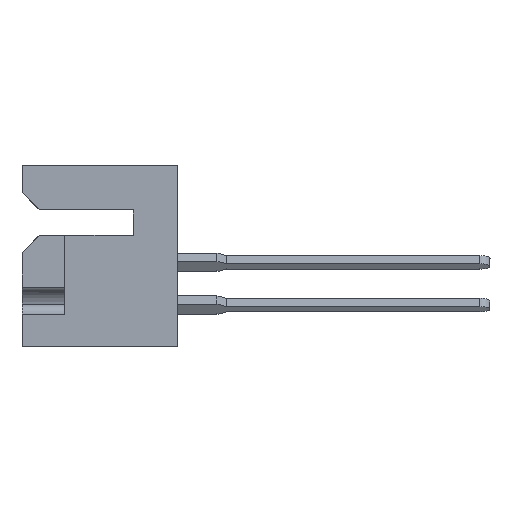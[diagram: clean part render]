
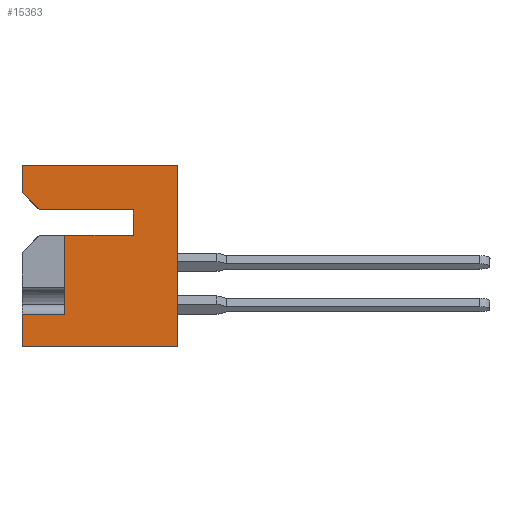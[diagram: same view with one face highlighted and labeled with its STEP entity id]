
A CAD part, left-side view. The second image highlights one B-rep face of the part: STEP entity #15363.
In plain terms, the highlighted planar face has unit normal (-1, 0, 0).
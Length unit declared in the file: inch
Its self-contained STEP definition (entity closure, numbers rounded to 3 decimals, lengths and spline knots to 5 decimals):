
#122 = EDGE_CURVE ( 'NONE', #8719, #9665, #2938, .T. ) ;
#495 = PLANE ( 'NONE',  #18711 ) ;
#939 = LINE ( 'NONE', #8908, #6505 ) ;
#1005 = DIRECTION ( 'NONE',  ( 0., 1., 0. ) ) ;
#1097 = LINE ( 'NONE', #11979, #2073 ) ;
#1179 = CARTESIAN_POINT ( 'NONE',  ( 0., 0.453, -0.437 ) ) ;
#1225 = VERTEX_POINT ( 'NONE', #14792 ) ;
#1444 = EDGE_CURVE ( 'NONE', #12293, #4706, #7109, .T. ) ;
#1629 = EDGE_CURVE ( 'NONE', #9632, #15349, #939, .T. ) ;
#1739 = CARTESIAN_POINT ( 'NONE',  ( 0., 0.453, -0.081 ) ) ;
#2073 = VECTOR ( 'NONE', #8861, 39.37008 ) ;
#2744 = EDGE_CURVE ( 'NONE', #8719, #13762, #16759, .T. ) ;
#2938 = LINE ( 'NONE', #12159, #18879 ) ;
#3457 = VERTEX_POINT ( 'NONE', #1739 ) ;
#3627 = LINE ( 'NONE', #13947, #11602 ) ;
#3980 = ORIENTED_EDGE ( 'NONE', *, *, #122, .F. ) ;
#4045 = ORIENTED_EDGE ( 'NONE', *, *, #8865, .T. ) ;
#4706 = VERTEX_POINT ( 'NONE', #18867 ) ;
#5166 = CARTESIAN_POINT ( 'NONE',  ( 0., 0.128, -0.205 ) ) ;
#5479 = VECTOR ( 'NONE', #1005, 39.37008 ) ;
#6267 = VERTEX_POINT ( 'NONE', #5166 ) ;
#6505 = VECTOR ( 'NONE', #10338, 39.37008 ) ;
#7066 = ORIENTED_EDGE ( 'NONE', *, *, #15447, .T. ) ;
#7109 = LINE ( 'NONE', #16059, #13386 ) ;
#7503 = CARTESIAN_POINT ( 'NONE',  ( 0., 0.128, -0.131 ) ) ;
#8046 = DIRECTION ( 'NONE',  ( 0., 0., -1. ) ) ;
#8486 = ORIENTED_EDGE ( 'NONE', *, *, #13127, .F. ) ;
#8719 = VERTEX_POINT ( 'NONE', #14458 ) ;
#8766 = ORIENTED_EDGE ( 'NONE', *, *, #1444, .T. ) ;
#8861 = DIRECTION ( 'NONE',  ( 0., 0., 1. ) ) ;
#8865 = EDGE_CURVE ( 'NONE', #6267, #9665, #19958, .T. ) ;
#8908 = CARTESIAN_POINT ( 'NONE',  ( 0., 0.128, -0.131 ) ) ;
#9304 = VECTOR ( 'NONE', #15228, 39.37008 ) ;
#9632 = VERTEX_POINT ( 'NONE', #7503 ) ;
#9665 = VERTEX_POINT ( 'NONE', #16533 ) ;
#9710 = EDGE_CURVE ( 'NONE', #12293, #13762, #14868, .T. ) ;
#9754 = CARTESIAN_POINT ( 'NONE',  ( 0., 0.403, -0.131 ) ) ;
#10016 = LINE ( 'NONE', #16792, #11953 ) ;
#10314 = ORIENTED_EDGE ( 'NONE', *, *, #2744, .T. ) ;
#10338 = DIRECTION ( 'NONE',  ( 0., 1., 0. ) ) ;
#10604 = CARTESIAN_POINT ( 'NONE',  ( 0., 0., 0. ) ) ;
#10886 = LINE ( 'NONE', #12601, #13054 ) ;
#11253 = EDGE_LOOP ( 'NONE', ( #10314, #18341, #8766, #7066, #8486, #15521, #16755, #11599, #11807, #4045, #3980 ) ) ;
#11291 = CARTESIAN_POINT ( 'NONE',  ( 0., 0.453, 0. ) ) ;
#11599 = ORIENTED_EDGE ( 'NONE', *, *, #1629, .F. ) ;
#11602 = VECTOR ( 'NONE', #16947, 39.37008 ) ;
#11645 = DIRECTION ( 'NONE',  ( 0., -1., 0. ) ) ;
#11682 = CARTESIAN_POINT ( 'NONE',  ( 0., 0.128, -0.205 ) ) ;
#11807 = ORIENTED_EDGE ( 'NONE', *, *, #16061, .F. ) ;
#11953 = VECTOR ( 'NONE', #19660, 39.37008 ) ;
#11979 = CARTESIAN_POINT ( 'NONE',  ( 0., 0.453, 0. ) ) ;
#12096 = DIRECTION ( 'NONE',  ( 0., 1., 0. ) ) ;
#12159 = CARTESIAN_POINT ( 'NONE',  ( 0., 0.328, -0.205 ) ) ;
#12293 = VERTEX_POINT ( 'NONE', #17301 ) ;
#12294 = CARTESIAN_POINT ( 'NONE',  ( 0., 0.328, -0.437 ) ) ;
#12601 = CARTESIAN_POINT ( 'NONE',  ( 0., 0., 0. ) ) ;
#12645 = VECTOR ( 'NONE', #12096, 39.37008 ) ;
#13054 = VECTOR ( 'NONE', #13074, 39.37008 ) ;
#13074 = DIRECTION ( 'NONE',  ( 0., 0., 1. ) ) ;
#13127 = EDGE_CURVE ( 'NONE', #1225, #14462, #10016, .T. ) ;
#13386 = VECTOR ( 'NONE', #11645, 39.37008 ) ;
#13688 = CARTESIAN_POINT ( 'NONE',  ( 0., 0.403, -0.131 ) ) ;
#13762 = VERTEX_POINT ( 'NONE', #1179 ) ;
#13881 = EDGE_CURVE ( 'NONE', #3457, #15349, #14090, .T. ) ;
#13947 = CARTESIAN_POINT ( 'NONE',  ( 0., 0.128, -0.131 ) ) ;
#14090 = LINE ( 'NONE', #13688, #17964 ) ;
#14458 = CARTESIAN_POINT ( 'NONE',  ( 0., 0.328, -0.437 ) ) ;
#14462 = VERTEX_POINT ( 'NONE', #10604 ) ;
#14792 = CARTESIAN_POINT ( 'NONE',  ( 0., 0.453, 0. ) ) ;
#14868 = LINE ( 'NONE', #17247, #9304 ) ;
#15228 = DIRECTION ( 'NONE',  ( 0., 0., 1. ) ) ;
#15349 = VERTEX_POINT ( 'NONE', #9754 ) ;
#15363 = ADVANCED_FACE ( 'NONE', ( #15457 ), #495, .F. ) ;
#15447 = EDGE_CURVE ( 'NONE', #4706, #14462, #10886, .T. ) ;
#15457 = FACE_OUTER_BOUND ( 'NONE', #11253, .T. ) ;
#15521 = ORIENTED_EDGE ( 'NONE', *, *, #18842, .F. ) ;
#16059 = CARTESIAN_POINT ( 'NONE',  ( 0., 0.453, -0.531 ) ) ;
#16061 = EDGE_CURVE ( 'NONE', #6267, #9632, #3627, .T. ) ;
#16533 = CARTESIAN_POINT ( 'NONE',  ( 0., 0.328, -0.205 ) ) ;
#16755 = ORIENTED_EDGE ( 'NONE', *, *, #13881, .T. ) ;
#16759 = LINE ( 'NONE', #12294, #12645 ) ;
#16792 = CARTESIAN_POINT ( 'NONE',  ( 0., 0.453, 0. ) ) ;
#16947 = DIRECTION ( 'NONE',  ( 0., 0., 1. ) ) ;
#17200 = DIRECTION ( 'NONE',  ( 1., 0., 0. ) ) ;
#17247 = CARTESIAN_POINT ( 'NONE',  ( 0., 0.453, 0. ) ) ;
#17301 = CARTESIAN_POINT ( 'NONE',  ( 0., 0.453, -0.531 ) ) ;
#17741 = DIRECTION ( 'NONE',  ( 0., -0.707, -0.707 ) ) ;
#17964 = VECTOR ( 'NONE', #17741, 39.37008 ) ;
#18191 = DIRECTION ( 'NONE',  ( 0., 0., 1. ) ) ;
#18341 = ORIENTED_EDGE ( 'NONE', *, *, #9710, .F. ) ;
#18711 = AXIS2_PLACEMENT_3D ( 'NONE', #11291, #17200, #8046 ) ;
#18842 = EDGE_CURVE ( 'NONE', #3457, #1225, #1097, .T. ) ;
#18867 = CARTESIAN_POINT ( 'NONE',  ( 0., 0., -0.531 ) ) ;
#18879 = VECTOR ( 'NONE', #18191, 39.37008 ) ;
#19660 = DIRECTION ( 'NONE',  ( 0., -1., 0. ) ) ;
#19958 = LINE ( 'NONE', #11682, #5479 ) ;
